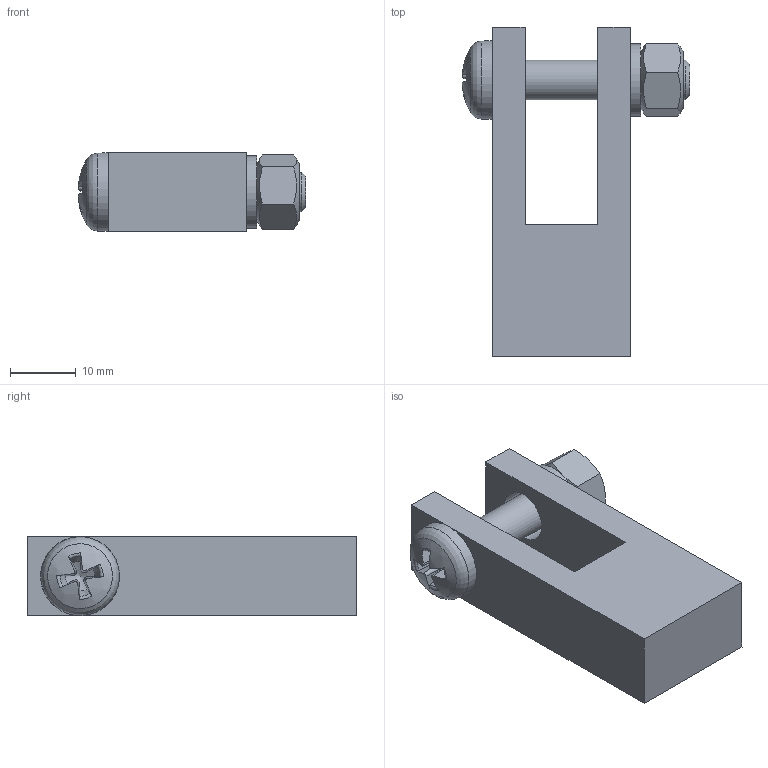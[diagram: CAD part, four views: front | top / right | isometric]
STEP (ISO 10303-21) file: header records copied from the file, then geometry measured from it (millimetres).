
FILE_DESCRIPTION(/* description */ (''),/* implementation_level */ '2;1');
FILE_NAME(/* name */ 'P1.stp',/* time_stamp */ '2021-10-31T16:55:29+02:00',/* author */ ('Mohamed Teleb'),/* organization */ (''),/* preprocessor_version */ 'ST-DEVELOPER v17',/* originating_system */ 'Autodesk Inventor 2019',/* authorisation */ '');
FILE_SCHEMA (('AUTOMOTIVE_DESIGN { 1 0 10303 214 3 1 1 }'));
Length unit declared in the file: millimetre
Products named in the file (5): Assembly1; SuctionHolder; ISO 7045 - M6 x 30_ - 4.8 - H - ISO; ISO 7092 - ST 6 - 140 HV; ISO 4034 - M6 - ISO
Assembly tree (4 placements, depth 2):
  Assembly1
    SuctionHolder
    ISO 7045 - M6 x 30_ - 4.8 - H - ISO
    ISO 7092 - ST 6 - 140 HV
    ISO 4034 - M6 - ISO
Bounding box: 34.55 x 50.02 x 12.08 mm (x, y, z)
Volume: 9857.9 mm3; surface area: 5482.5 mm2
Topology: 4 solids, 4 shells, 59 faces, 145 edges, 95 vertices
Faces by surface type: plane 30, cone 16, cylinder 7, torus 5, sphere 1
Full cylindrical faces by diameter (mm): 4.917 x1, 5.459 x1, 6 x1, 6.4 x1, 8 x2, 11 x1
Entity records: 2116 total; most frequent: CARTESIAN_POINT 547, ORIENTED_EDGE 288, DIRECTION 283, EDGE_CURVE 144, AXIS2_PLACEMENT_3D 115, VERTEX_POINT 95, EDGE_LOOP 69, FACE_OUTER_BOUND 59
